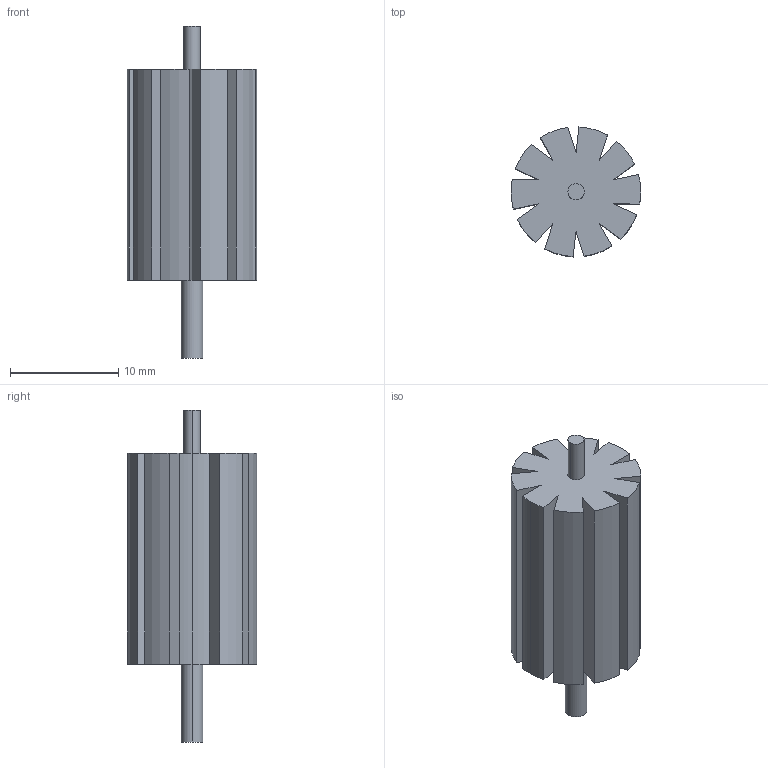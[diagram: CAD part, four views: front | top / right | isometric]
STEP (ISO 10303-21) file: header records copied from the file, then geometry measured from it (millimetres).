
FILE_DESCRIPTION (( 'STEP AP203' ), '1' );
FILE_NAME ('min_motor_Default_sldprt.STEP', '2023-02-02T06:24:55', ( '' ), ( '' ), 'SwSTEP 2.0', 'SolidWorks 2022', '' );
FILE_SCHEMA (( 'CONFIG_CONTROL_DESIGN' ));
Length unit declared in the file: millimetre
Products named in the file (1): min_motor_Default_sldprt
Bounding box: 12 x 11.99 x 30.7 mm (x, y, z)
Volume: 1998.9 mm3; surface area: 1744.7 mm2
Topology: 1 solids, 1 shells, 39 faces, 105 edges, 70 vertices
Faces by surface type: plane 24, cylinder 15
Entity records: 1306 total; most frequent: DIRECTION 215, CARTESIAN_POINT 215, ORIENTED_EDGE 210, EDGE_CURVE 105, LINE 75, VECTOR 75, AXIS2_PLACEMENT_3D 70, VERTEX_POINT 70
